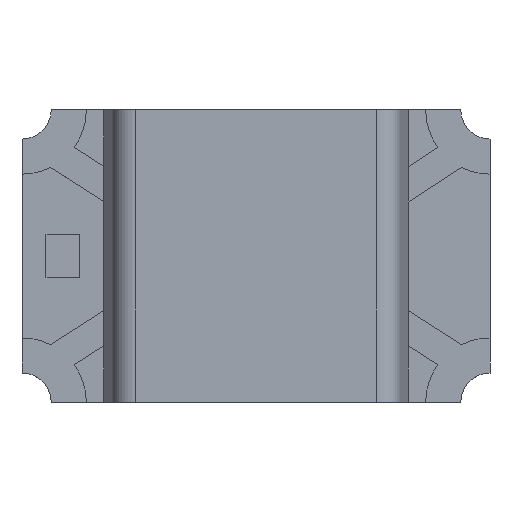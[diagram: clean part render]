
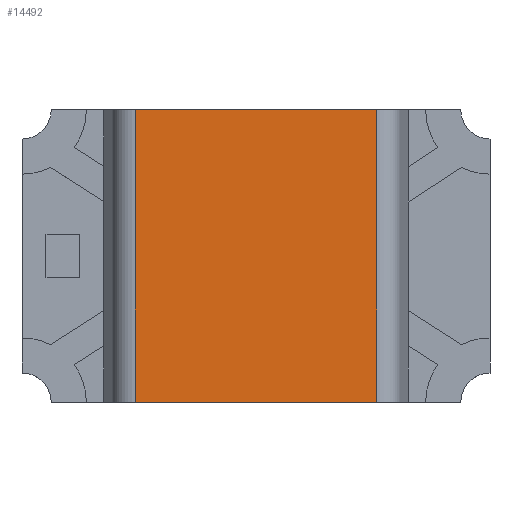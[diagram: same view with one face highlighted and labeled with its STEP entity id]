
A CAD part, top view. The second image highlights one B-rep face of the part: STEP entity #14492.
In plain terms, the highlighted planar face has unit normal (0, 0, 1).
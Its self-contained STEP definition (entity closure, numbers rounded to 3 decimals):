
#4186 = VERTEX_POINT('',#4187);
#4187 = CARTESIAN_POINT('',(0.515,-0.626,0.451));
#4194 = EDGE_CURVE('',#4195,#4186,#4197,.T.);
#4195 = VERTEX_POINT('',#4196);
#4196 = CARTESIAN_POINT('',(-0.515,-0.626,0.451));
#4197 = LINE('',#4198,#4199);
#4198 = CARTESIAN_POINT('',(0.,-0.626,0.451));
#4199 = VECTOR('',#4200,1.);
#4200 = DIRECTION('',(1.,0.,0.));
#14089 = EDGE_CURVE('',#14090,#14092,#14094,.T.);
#14090 = VERTEX_POINT('',#14091);
#14091 = CARTESIAN_POINT('',(-0.515,0.625,0.451));
#14092 = VERTEX_POINT('',#14093);
#14093 = CARTESIAN_POINT('',(0.515,0.625,0.451));
#14094 = LINE('',#14095,#14096);
#14095 = CARTESIAN_POINT('',(0.,0.625,0.451));
#14096 = VECTOR('',#14097,1.);
#14097 = DIRECTION('',(1.,0.,0.));
#14482 = EDGE_CURVE('',#4186,#14092,#14483,.T.);
#14483 = LINE('',#14484,#14485);
#14484 = CARTESIAN_POINT('',(0.515,0.625,0.451));
#14485 = VECTOR('',#14486,1.);
#14486 = DIRECTION('',(0.,1.,0.));
#14492 = ADVANCED_FACE('',(#14493),#14504,.T.);
#14493 = FACE_BOUND('',#14494,.T.);
#14494 = EDGE_LOOP('',(#14495,#14496,#14497,#14498));
#14495 = ORIENTED_EDGE('',*,*,#4194,.T.);
#14496 = ORIENTED_EDGE('',*,*,#14482,.T.);
#14497 = ORIENTED_EDGE('',*,*,#14089,.F.);
#14498 = ORIENTED_EDGE('',*,*,#14499,.T.);
#14499 = EDGE_CURVE('',#14090,#4195,#14500,.T.);
#14500 = LINE('',#14501,#14502);
#14501 = CARTESIAN_POINT('',(-0.515,-0.626,0.451));
#14502 = VECTOR('',#14503,1.);
#14503 = DIRECTION('',(0.,-1.,0.));
#14504 = PLANE('',#14505);
#14505 = AXIS2_PLACEMENT_3D('',#14506,#14507,#14508);
#14506 = CARTESIAN_POINT('',(0.,-0.626,0.451));
#14507 = DIRECTION('',(0.,0.,1.));
#14508 = DIRECTION('',(-1.,0.,0.));
